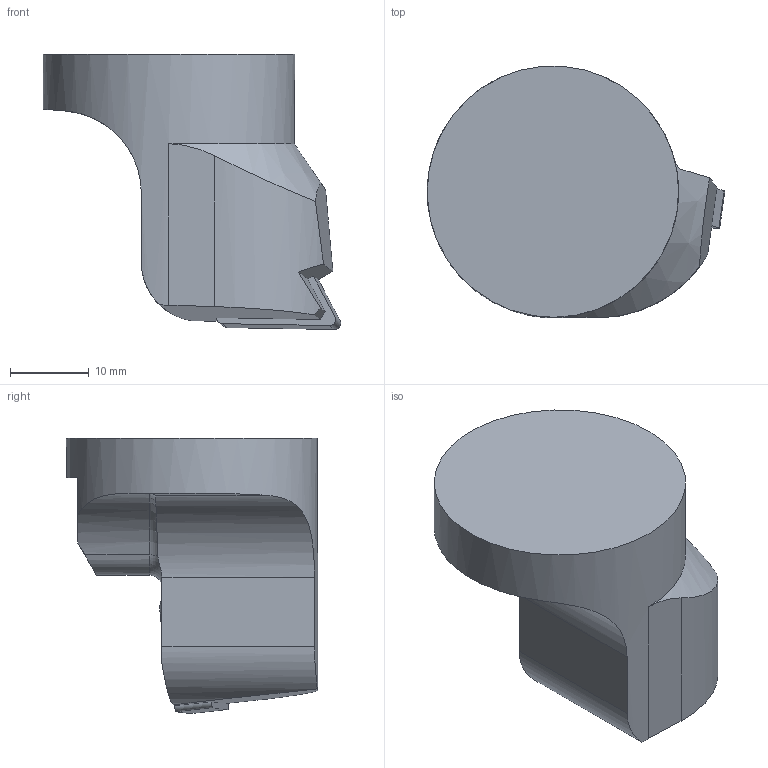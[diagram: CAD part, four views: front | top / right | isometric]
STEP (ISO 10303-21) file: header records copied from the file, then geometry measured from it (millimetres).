
FILE_DESCRIPTION(/* description */ (''),/* implementation_level */ '2;1');
FILE_NAME(/* name */ '1642336940454.stp',/* time_stamp */ '2022-01-16T18:12:50+06:00',/* author */ (''),/* organization */ ('SMS'),/* preprocessor_version */ 'ST-DEVELOPER v16.7',/* originating_system */ 'SIEMENS PLM Software NX 12.0',/* authorisation */ '');
FILE_SCHEMA (('AUTOMOTIVE_DESIGN { 1 0 10303 214 3 1 1 1 }'));
Length unit declared in the file: millimetre
Products named in the file (4): ASSEMBLY_CONSTRUCTION; 203898462mod000_00; IsoTurningInsert; 203898463mod000_00
Assembly tree (3 placements, depth 2):
  203898463mod000_00
    IsoTurningInsert
    203898462mod000_00
    ASSEMBLY_CONSTRUCTION
Bounding box: 37.87 x 31.95 x 35 mm (x, y, z)
Volume: 17247.6 mm3; surface area: 4924 mm2
Topology: 2 solids, 2 shells, 48 faces, 125 edges, 90 vertices
Faces by surface type: plane 26, cylinder 17, torus 3, cone 2
Full cylindrical faces by diameter (mm): 3.81 x2, 32 x1
Entity records: 1718 total; most frequent: CARTESIAN_POINT 366, DIRECTION 268, ORIENTED_EDGE 234, EDGE_CURVE 117, AXIS2_PLACEMENT_3D 107, VERTEX_POINT 79, EDGE_LOOP 56, LINE 54
